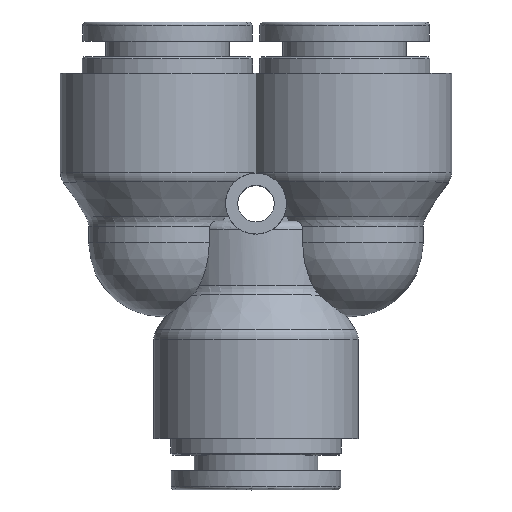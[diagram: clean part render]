
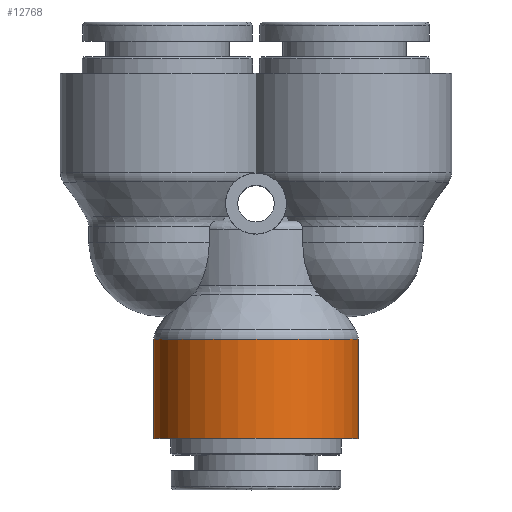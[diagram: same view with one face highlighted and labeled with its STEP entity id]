
A CAD part, top view. The second image highlights one B-rep face of the part: STEP entity #12768.
In plain terms, the highlighted cylindrical face has radius 11.75 mm (diameter 23.5 mm), a full revolution.
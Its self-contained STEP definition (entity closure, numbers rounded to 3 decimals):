
#12722=CARTESIAN_POINT('',(11.75,-13.593,0.));
#12723=VERTEX_POINT('',#12722);
#12724=CARTESIAN_POINT('',(0.,-13.593,0.0));
#12725=DIRECTION('',(0.0,1.0,0.0));
#12726=DIRECTION('',(-1.0,0.0,0.0));
#12727=AXIS2_PLACEMENT_3D('',#12724,#12725,#12726);
#12728=CIRCLE('',#12727,11.75);
#12729=EDGE_CURVE('',#12723,#12723,#12728,.T.);
#12749=CARTESIAN_POINT('',(0.,-19.0,0.0));
#12750=DIRECTION('',(0.,-1.0,0.0));
#12751=DIRECTION('',(1.0,0.0,0.0));
#12752=AXIS2_PLACEMENT_3D('',#12749,#12750,#12751);
#12753=CYLINDRICAL_SURFACE('',#12752,11.75);
#12754=CARTESIAN_POINT('',(11.75,-25.0,0.0));
#12755=VERTEX_POINT('',#12754);
#12756=CARTESIAN_POINT('',(0.,-25.0,0.0));
#12757=DIRECTION('',(0.0,-1.0,0.0));
#12758=DIRECTION('',(1.0,0.0,0.0));
#12759=AXIS2_PLACEMENT_3D('',#12756,#12757,#12758);
#12760=CIRCLE('',#12759,11.75);
#12761=EDGE_CURVE('',#12755,#12755,#12760,.T.);
#12762=ORIENTED_EDGE('',*,*,#12761,.F.);
#12763=EDGE_LOOP('',(#12762));
#12764=FACE_OUTER_BOUND('',#12763,.T.);
#12765=ORIENTED_EDGE('',*,*,#12729,.F.);
#12766=EDGE_LOOP('',(#12765));
#12767=FACE_BOUND('',#12766,.T.);
#12768=ADVANCED_FACE('',(#12764,#12767),#12753,.T.);
